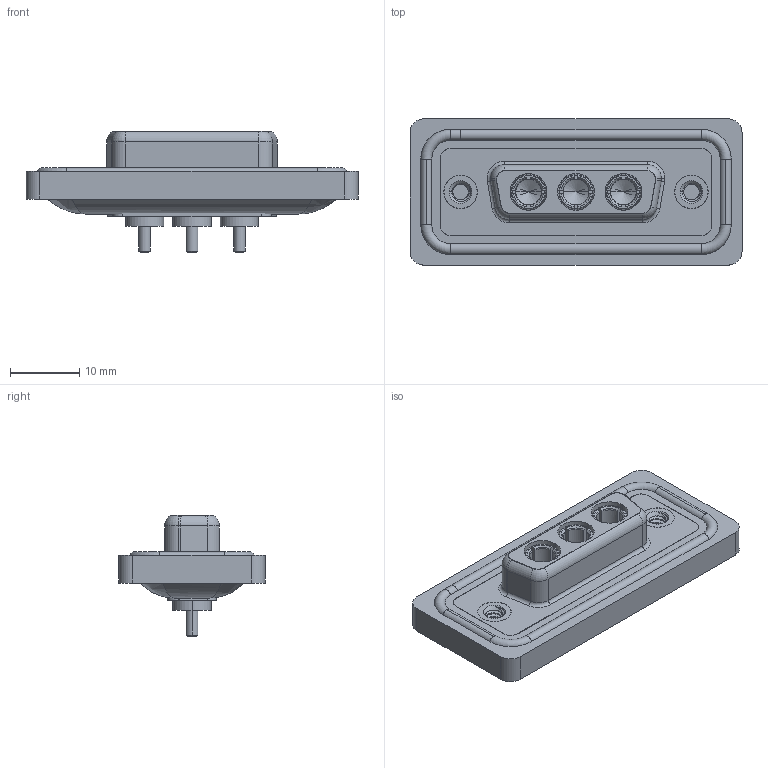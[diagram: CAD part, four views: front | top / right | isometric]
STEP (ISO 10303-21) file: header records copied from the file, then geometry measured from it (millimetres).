
FILE_DESCRIPTION (( 'STEP AP203' ), '1' );
FILE_NAME ('628W3W3-224-1N2.STEP', '2024-03-22T14:20:34', ( '' ), ( '' ), 'SwSTEP 2.0', 'SolidWorks 2023', '' );
FILE_SCHEMA (( 'CONFIG_CONTROL_DESIGN' ));
Length unit declared in the file: millimetre
Products named in the file (7): 628Combo Housing_3W3; Power Socket_10A S; 628Combo Shell Front_15 Contacts; 628Combo Shell Rear_15 Contacts; 628W3W3-224-1N2; 628Combo Waterproof Housing_15 Contacts; 628Combo Threaded Rivet_2
Assembly tree (9 placements, depth 2):
  628W3W3-224-1N2
    628Combo Housing_3W3
    628Combo Waterproof Housing_15 Contacts
    628Combo Shell Front_15 Contacts
    628Combo Shell Rear_15 Contacts
    628Combo Threaded Rivet_2  x2
    Power Socket_10A S  x3
Bounding box: 47.9 x 21.1 x 17.55 mm (x, y, z)
Volume: 5982.3 mm3; surface area: 9700.6 mm2
Topology: 13 solids, 13 shells, 608 faces, 1545 edges, 979 vertices
Faces by surface type: cylinder 257, plane 192, torus 83, cone 63, bspline 13
Entity records: 15842 total; most frequent: CARTESIAN_POINT 4450, DIRECTION 2326, ORIENTED_EDGE 2176, EDGE_CURVE 1088, AXIS2_PLACEMENT_3D 930, VERTEX_POINT 689, CIRCLE 489, EDGE_LOOP 481
